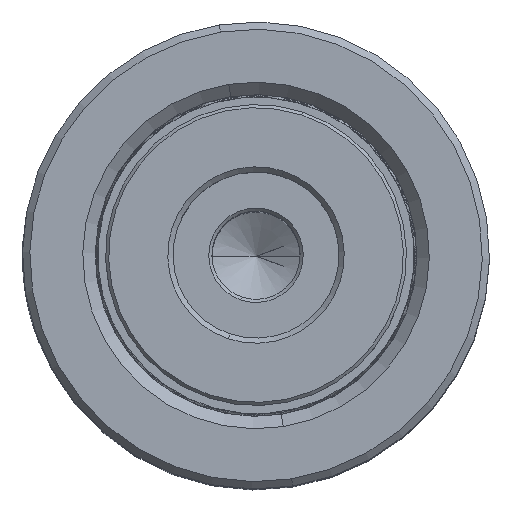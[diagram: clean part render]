
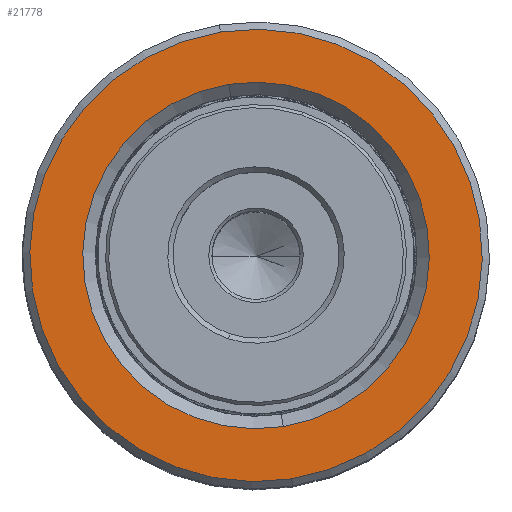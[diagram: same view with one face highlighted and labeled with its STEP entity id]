
A CAD part, top view. The second image highlights one B-rep face of the part: STEP entity #21778.
In plain terms, the highlighted planar face has unit normal (0, 0, 1).
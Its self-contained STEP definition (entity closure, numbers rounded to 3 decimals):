
#1855 = EDGE_LOOP ( 'NONE', ( #37883, #11482 ) ) ;
#3899 = CARTESIAN_POINT ( 'NONE',  ( 0., 0., 60. ) ) ;
#4873 = CARTESIAN_POINT ( 'NONE',  ( 0., 0., 60. ) ) ;
#5999 = CARTESIAN_POINT ( 'NONE',  ( 0., 0., 60. ) ) ;
#7294 = ORIENTED_EDGE ( 'NONE', *, *, #48148, .T. ) ;
#8901 = PLANE ( 'NONE',  #47745 ) ;
#8924 = EDGE_CURVE ( 'NONE', #33868, #21187, #28985, .T. ) ;
#9324 = CIRCLE ( 'NONE', #31150, 16.7 ) ;
#10394 = CARTESIAN_POINT ( 'NONE',  ( 16.7, 0., 60. ) ) ;
#10788 = FACE_OUTER_BOUND ( 'NONE', #1855, .T. ) ;
#11482 = ORIENTED_EDGE ( 'NONE', *, *, #21989, .T. ) ;
#16868 = DIRECTION ( 'NONE',  ( 1., 0., 0. ) ) ;
#16991 = CARTESIAN_POINT ( 'NONE',  ( -16.7, 0., 60. ) ) ;
#18074 = AXIS2_PLACEMENT_3D ( 'NONE', #3899, #44185, #19933 ) ;
#18388 = CARTESIAN_POINT ( 'NONE',  ( 0., 0., 60. ) ) ;
#19202 = EDGE_LOOP ( 'NONE', ( #50866, #7294 ) ) ;
#19933 = DIRECTION ( 'NONE',  ( 1., 0., 0. ) ) ;
#19962 = CARTESIAN_POINT ( 'NONE',  ( -21.8, 0., 60. ) ) ;
#21187 = VERTEX_POINT ( 'NONE', #39504 ) ;
#21778 = ADVANCED_FACE ( 'NONE', ( #10788, #23393 ), #8901, .T. ) ;
#21989 = EDGE_CURVE ( 'NONE', #21187, #33868, #42357, .T. ) ;
#22300 = AXIS2_PLACEMENT_3D ( 'NONE', #18388, #22437, #30602 ) ;
#22437 = DIRECTION ( 'NONE',  ( 0., 0., 1. ) ) ;
#23393 = FACE_BOUND ( 'NONE', #19202, .T. ) ;
#24382 = CARTESIAN_POINT ( 'NONE',  ( 0., 0., 60. ) ) ;
#28466 = DIRECTION ( 'NONE',  ( 1., 0., 0. ) ) ;
#28985 = CIRCLE ( 'NONE', #18074, 21.8 ) ;
#30602 = DIRECTION ( 'NONE',  ( 1., 0., 0. ) ) ;
#30764 = VERTEX_POINT ( 'NONE', #16991 ) ;
#31150 = AXIS2_PLACEMENT_3D ( 'NONE', #5999, #38818, #50704 ) ;
#33868 = VERTEX_POINT ( 'NONE', #19962 ) ;
#34560 = AXIS2_PLACEMENT_3D ( 'NONE', #24382, #36421, #28466 ) ;
#36421 = DIRECTION ( 'NONE',  ( 0., 0., -1. ) ) ;
#37883 = ORIENTED_EDGE ( 'NONE', *, *, #8924, .T. ) ;
#38818 = DIRECTION ( 'NONE',  ( 0., 0., -1. ) ) ;
#39504 = CARTESIAN_POINT ( 'NONE',  ( 21.8, 0., 60. ) ) ;
#41052 = DIRECTION ( 'NONE',  ( 0., 0., 1. ) ) ;
#42357 = CIRCLE ( 'NONE', #22300, 21.8 ) ;
#44152 = VERTEX_POINT ( 'NONE', #10394 ) ;
#44185 = DIRECTION ( 'NONE',  ( 0., 0., 1. ) ) ;
#46661 = CIRCLE ( 'NONE', #34560, 16.7 ) ;
#47745 = AXIS2_PLACEMENT_3D ( 'NONE', #4873, #41052, #16868 ) ;
#48148 = EDGE_CURVE ( 'NONE', #30764, #44152, #46661, .T. ) ;
#49662 = EDGE_CURVE ( 'NONE', #44152, #30764, #9324, .T. ) ;
#50704 = DIRECTION ( 'NONE',  ( 1., 0., 0. ) ) ;
#50866 = ORIENTED_EDGE ( 'NONE', *, *, #49662, .T. ) ;
